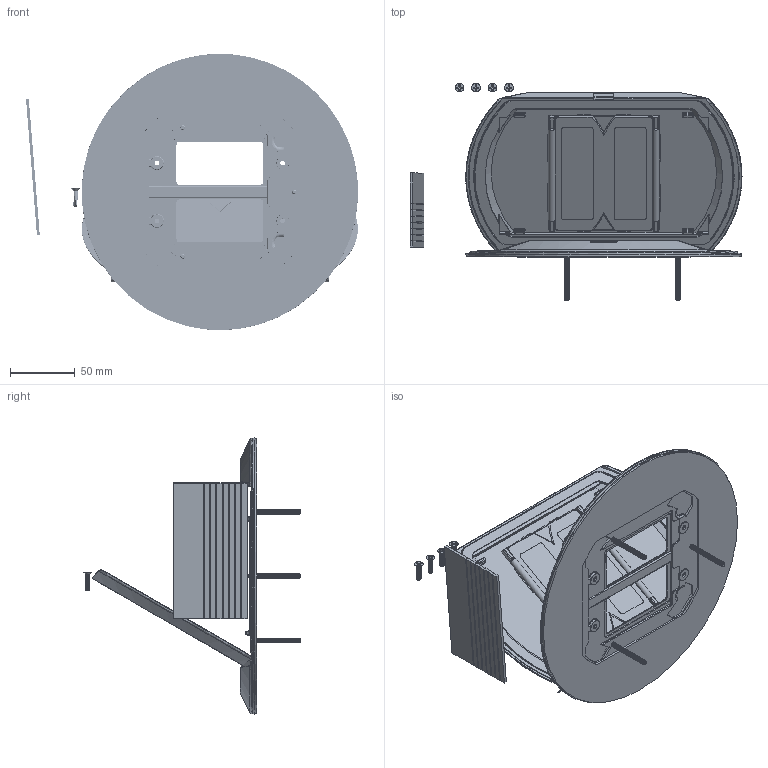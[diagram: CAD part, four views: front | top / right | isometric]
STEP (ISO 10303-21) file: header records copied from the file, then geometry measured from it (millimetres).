
FILE_DESCRIPTION (( 'STEP AP214' ), '1' );
FILE_NAME ('CATSTD-PT526-00X-M01.STEP', '2020-11-11T15:43:52', ( '' ), ( '' ), 'SwSTEP 2.0', 'SolidWorks 2020', '' );
FILE_SCHEMA (( 'AUTOMOTIVE_DESIGN' ));
Length unit declared in the file: inch
Products named in the file (1): CATSTD-PT526-00X-M01
Bounding box: 255.67 x 167.35 x 212.8 mm (x, y, z)
Surface area: 211686.8 mm2 (no closed solid volume)
Topology: 0 solids, 33 shells, 2002 faces, 5495 edges, 3539 vertices
Faces by surface type: plane 723, cylinder 565, bspline 505, cone 205, torus 4
Full cylindrical faces by diameter (mm): 2.261 x2, 2.845 x15, 3 x2, 3.175 x2, 3.302 x2, 3.505 x195, 3.658 x7, 211.328 x1
Entity records: 266397 total; most frequent: CARTESIAN_POINT 204529, ORIENTED_EDGE 9372, DIRECTION 5901, EDGE_CURVE 4708, VERTEX_POINT 3077, AXIS2_PLACEMENT_3D 1995, EDGE_LOOP 1938, VECTOR 1911
